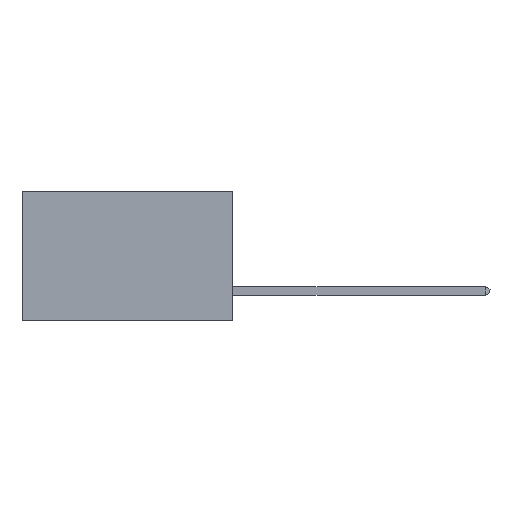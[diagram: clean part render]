
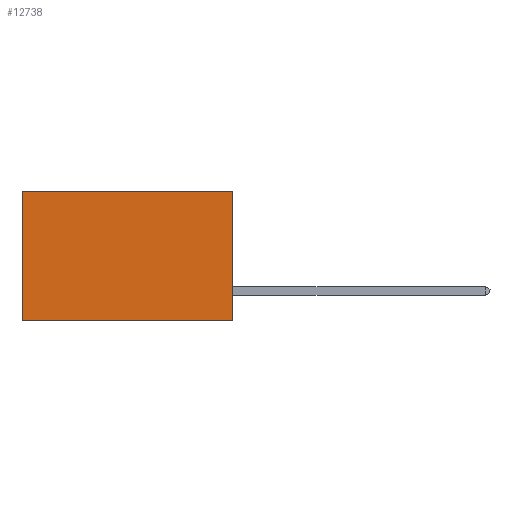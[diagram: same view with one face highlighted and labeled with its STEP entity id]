
A CAD part, left-side view. The second image highlights one B-rep face of the part: STEP entity #12738.
In plain terms, the highlighted planar face has unit normal (-1, 0, 0).
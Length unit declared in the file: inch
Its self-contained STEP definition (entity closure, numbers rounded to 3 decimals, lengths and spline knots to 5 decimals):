
#19 = PLANE ( 'NONE',  #15799 ) ;
#147 = EDGE_CURVE ( 'NONE', #6178, #10673, #12047, .T. ) ;
#338 = DIRECTION ( 'NONE',  ( 0., 0., -1. ) ) ;
#1352 = CARTESIAN_POINT ( 'NONE',  ( 0.2875, 0., 0. ) ) ;
#1591 = DIRECTION ( 'NONE',  ( 0., 1., 0. ) ) ;
#2326 = EDGE_CURVE ( 'NONE', #10673, #10337, #8383, .T. ) ;
#2684 = VECTOR ( 'NONE', #1591, 39.37008 ) ;
#2792 = EDGE_LOOP ( 'NONE', ( #3459, #3273, #12996, #16030 ) ) ;
#3261 = LINE ( 'NONE', #1352, #11388 ) ;
#3273 = ORIENTED_EDGE ( 'NONE', *, *, #11360, .F. ) ;
#3459 = ORIENTED_EDGE ( 'NONE', *, *, #2326, .T. ) ;
#3576 = CARTESIAN_POINT ( 'NONE',  ( 0.2875, 0., 0. ) ) ;
#3579 = VECTOR ( 'NONE', #13198, 39.37008 ) ;
#4482 = EDGE_CURVE ( 'NONE', #6178, #13564, #3261, .T. ) ;
#5004 = VECTOR ( 'NONE', #5706, 39.37008 ) ;
#5706 = DIRECTION ( 'NONE',  ( 0., 0., -1. ) ) ;
#6178 = VERTEX_POINT ( 'NONE', #3576 ) ;
#6619 = CARTESIAN_POINT ( 'NONE',  ( 0.2875, 0.6, 0. ) ) ;
#8383 = LINE ( 'NONE', #15556, #5004 ) ;
#9176 = CARTESIAN_POINT ( 'NONE',  ( 0.2875, 0., 0. ) ) ;
#10337 = VERTEX_POINT ( 'NONE', #12668 ) ;
#10673 = VERTEX_POINT ( 'NONE', #6619 ) ;
#11360 = EDGE_CURVE ( 'NONE', #13564, #10337, #15720, .T. ) ;
#11388 = VECTOR ( 'NONE', #338, 39.37008 ) ;
#12047 = LINE ( 'NONE', #9176, #2684 ) ;
#12091 = FACE_OUTER_BOUND ( 'NONE', #2792, .T. ) ;
#12668 = CARTESIAN_POINT ( 'NONE',  ( 0.2875, 0.6, -0.37 ) ) ;
#12693 = CARTESIAN_POINT ( 'NONE',  ( 0.2875, 0., 0. ) ) ;
#12738 = ADVANCED_FACE ( 'NONE', ( #12091 ), #19, .F. ) ;
#12996 = ORIENTED_EDGE ( 'NONE', *, *, #4482, .F. ) ;
#13198 = DIRECTION ( 'NONE',  ( 0., 1., 0. ) ) ;
#13282 = CARTESIAN_POINT ( 'NONE',  ( 0.2875, 0., -0.37 ) ) ;
#13564 = VERTEX_POINT ( 'NONE', #13282 ) ;
#14530 = CARTESIAN_POINT ( 'NONE',  ( 0.2875, 0., -0.37 ) ) ;
#15186 = DIRECTION ( 'NONE',  ( 1., 0., 0. ) ) ;
#15556 = CARTESIAN_POINT ( 'NONE',  ( 0.2875, 0.6, 0. ) ) ;
#15720 = LINE ( 'NONE', #14530, #3579 ) ;
#15799 = AXIS2_PLACEMENT_3D ( 'NONE', #12693, #15186, #16526 ) ;
#16030 = ORIENTED_EDGE ( 'NONE', *, *, #147, .T. ) ;
#16526 = DIRECTION ( 'NONE',  ( 0., 0., -1. ) ) ;
